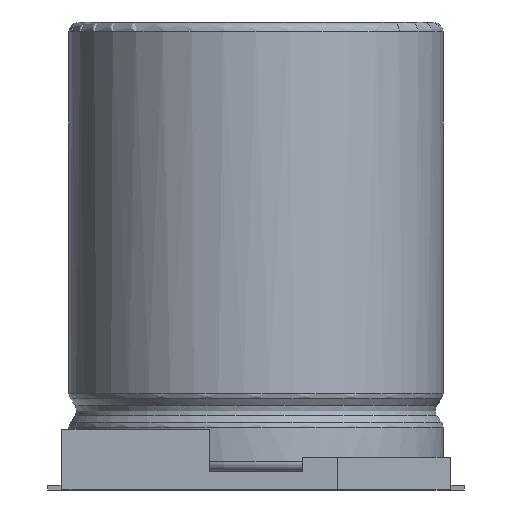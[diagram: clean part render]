
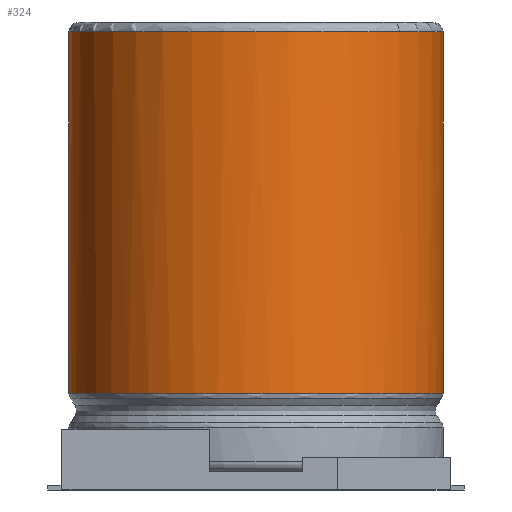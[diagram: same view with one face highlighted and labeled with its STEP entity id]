
A CAD part, front view. The second image highlights one B-rep face of the part: STEP entity #324.
In plain terms, the highlighted cylindrical face has radius 4 mm (diameter 8 mm), a full revolution.
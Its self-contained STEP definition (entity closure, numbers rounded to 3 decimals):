
#175 = TOROIDAL_SURFACE('',#176,3.8,0.2);
#176 = AXIS2_PLACEMENT_3D('',#177,#178,#179);
#177 = CARTESIAN_POINT('',(0.,9.8,0.)
  );
#178 = DIRECTION('',(0.,1.,0.));
#179 = DIRECTION('',(1.,0.,0.));
#222 = EDGE_CURVE('',#223,#223,#225,.T.);
#223 = VERTEX_POINT('',#224);
#224 = CARTESIAN_POINT('',(4.,9.8,0.));
#225 = SURFACE_CURVE('',#226,(#231,#238),.PCURVE_S1.);
#226 = CIRCLE('',#227,4.);
#227 = AXIS2_PLACEMENT_3D('',#228,#229,#230);
#228 = CARTESIAN_POINT('',(0.,9.8,0.)
  );
#229 = DIRECTION('',(0.,-1.,0.));
#230 = DIRECTION('',(1.,0.,0.));
#231 = PCURVE('',#175,#232);
#232 = DEFINITIONAL_REPRESENTATION('',(#233),#237);
#233 = LINE('',#234,#235);
#234 = CARTESIAN_POINT('',(-0.,0.));
#235 = VECTOR('',#236,1.);
#236 = DIRECTION('',(-1.,0.));
#237 = ( GEOMETRIC_REPRESENTATION_CONTEXT(2) 
PARAMETRIC_REPRESENTATION_CONTEXT() REPRESENTATION_CONTEXT('2D SPACE',''
  ) );
#238 = PCURVE('',#239,#244);
#239 = CYLINDRICAL_SURFACE('',#240,4.);
#240 = AXIS2_PLACEMENT_3D('',#241,#242,#243);
#241 = CARTESIAN_POINT('',(0.,10.,0.));
#242 = DIRECTION('',(0.,-1.,0.));
#243 = DIRECTION('',(1.,0.,0.));
#244 = DEFINITIONAL_REPRESENTATION('',(#245),#249);
#245 = LINE('',#246,#247);
#246 = CARTESIAN_POINT('',(0.,0.2));
#247 = VECTOR('',#248,1.);
#248 = DIRECTION('',(1.,0.));
#249 = ( GEOMETRIC_REPRESENTATION_CONTEXT(2) 
PARAMETRIC_REPRESENTATION_CONTEXT() REPRESENTATION_CONTEXT('2D SPACE',''
  ) );
#324 = ADVANCED_FACE('',(#325),#239,.T.);
#325 = FACE_BOUND('',#326,.T.);
#326 = EDGE_LOOP('',(#327,#350,#351,#352));
#327 = ORIENTED_EDGE('',*,*,#328,.F.);
#328 = EDGE_CURVE('',#223,#329,#331,.T.);
#329 = VERTEX_POINT('',#330);
#330 = CARTESIAN_POINT('',(4.,2.063,0.));
#331 = SEAM_CURVE('',#332,(#336,#343),.PCURVE_S1.);
#332 = LINE('',#333,#334);
#333 = CARTESIAN_POINT('',(4.,10.,0.));
#334 = VECTOR('',#335,1.);
#335 = DIRECTION('',(0.,-1.,0.));
#336 = PCURVE('',#239,#337);
#337 = DEFINITIONAL_REPRESENTATION('',(#338),#342);
#338 = LINE('',#339,#340);
#339 = CARTESIAN_POINT('',(0.,0.));
#340 = VECTOR('',#341,1.);
#341 = DIRECTION('',(0.,1.));
#342 = ( GEOMETRIC_REPRESENTATION_CONTEXT(2) 
PARAMETRIC_REPRESENTATION_CONTEXT() REPRESENTATION_CONTEXT('2D SPACE',''
  ) );
#343 = PCURVE('',#239,#344);
#344 = DEFINITIONAL_REPRESENTATION('',(#345),#349);
#345 = LINE('',#346,#347);
#346 = CARTESIAN_POINT('',(6.283,0.));
#347 = VECTOR('',#348,1.);
#348 = DIRECTION('',(0.,1.));
#349 = ( GEOMETRIC_REPRESENTATION_CONTEXT(2) 
PARAMETRIC_REPRESENTATION_CONTEXT() REPRESENTATION_CONTEXT('2D SPACE',''
  ) );
#350 = ORIENTED_EDGE('',*,*,#222,.T.);
#351 = ORIENTED_EDGE('',*,*,#328,.T.);
#352 = ORIENTED_EDGE('',*,*,#353,.F.);
#353 = EDGE_CURVE('',#329,#329,#354,.T.);
#354 = SURFACE_CURVE('',#355,(#370,#392),.PCURVE_S1.);
#355 = ( BOUNDED_CURVE() B_SPLINE_CURVE(13,(#356,#357,#358,#359,#360,
    #361,#362,#363,#364,#365,#366,#367,#368,#369),.UNSPECIFIED.,.T.,.F.)
 B_SPLINE_CURVE_WITH_KNOTS((14,14),(0.,25.133),
.PIECEWISE_BEZIER_KNOTS.) CURVE() GEOMETRIC_REPRESENTATION_ITEM() 
RATIONAL_B_SPLINE_CURVE((1.,1.,1.,1.,1.,1.,1.,1.,1.,1.,1.,1.,1.,1.)) 
REPRESENTATION_ITEM('') );
#356 = CARTESIAN_POINT('',(4.,2.063,0.));
#357 = CARTESIAN_POINT('',(4.,2.063,1.905));
#358 = CARTESIAN_POINT('',(3.015,2.063,3.855)
  );
#359 = CARTESIAN_POINT('',(0.989,2.063,5.248)
  );
#360 = CARTESIAN_POINT('',(-1.8,2.063,5.462
    ));
#361 = CARTESIAN_POINT('',(-4.209,2.063,3.977
    ));
#362 = CARTESIAN_POINT('',(-5.976,2.063,1.808
    ));
#363 = CARTESIAN_POINT('',(-5.976,2.063,
    -1.808));
#364 = CARTESIAN_POINT('',(-4.209,2.063,
    -3.977));
#365 = CARTESIAN_POINT('',(-1.8,2.063,
    -5.462));
#366 = CARTESIAN_POINT('',(0.989,2.063,-5.248)
  );
#367 = CARTESIAN_POINT('',(3.015,2.063,-3.855
    ));
#368 = CARTESIAN_POINT('',(4.,2.063,-1.905));
#369 = CARTESIAN_POINT('',(4.,2.063,0.));
#370 = PCURVE('',#239,#371);
#371 = DEFINITIONAL_REPRESENTATION('',(#372),#391);
#372 = B_SPLINE_CURVE_WITH_KNOTS('',9,(#373,#374,#375,#376,#377,#378,
    #379,#380,#381,#382,#383,#384,#385,#386,#387,#388,#389,#390),
  .UNSPECIFIED.,.F.,.F.,(10,8,10),(0.,12.566,
    25.133),.UNSPECIFIED.);
#373 = CARTESIAN_POINT('',(0.,7.937));
#374 = CARTESIAN_POINT('',(0.344,7.937));
#375 = CARTESIAN_POINT('',(0.694,7.937));
#376 = CARTESIAN_POINT('',(1.045,7.937));
#377 = CARTESIAN_POINT('',(1.396,7.937));
#378 = CARTESIAN_POINT('',(1.745,7.937));
#379 = CARTESIAN_POINT('',(2.095,7.937));
#380 = CARTESIAN_POINT('',(2.443,7.937));
#381 = CARTESIAN_POINT('',(2.793,7.937));
#382 = CARTESIAN_POINT('',(3.491,7.937));
#383 = CARTESIAN_POINT('',(3.84,7.937));
#384 = CARTESIAN_POINT('',(4.189,7.937));
#385 = CARTESIAN_POINT('',(4.538,7.937));
#386 = CARTESIAN_POINT('',(4.887,7.937));
#387 = CARTESIAN_POINT('',(5.238,7.937));
#388 = CARTESIAN_POINT('',(5.589,7.937));
#389 = CARTESIAN_POINT('',(5.939,7.937));
#390 = CARTESIAN_POINT('',(6.283,7.937));
#391 = ( GEOMETRIC_REPRESENTATION_CONTEXT(2) 
PARAMETRIC_REPRESENTATION_CONTEXT() REPRESENTATION_CONTEXT('2D SPACE',''
  ) );
#392 = PCURVE('',#393,#436);
#393 = ( BOUNDED_SURFACE() B_SPLINE_SURFACE(2,13,(
    (#394,#395,#396,#397,#398,#399,#400,#401,#402,#403,#404,#405,#406
      ,#407)
    ,(#408,#409,#410,#411,#412,#413,#414,#415,#416,#417,#418,#419,#420
      ,#421)
    ,(#422,#423,#424,#425,#426,#427,#428,#429,#430,#431,#432,#433,#434
,#435
    )),.UNSPECIFIED.,.F.,.T.,.F.) B_SPLINE_SURFACE_WITH_KNOTS((3,3),(14,
    14),(0.,25.133),(0.,25.133),
.PIECEWISE_BEZIER_KNOTS.) GEOMETRIC_REPRESENTATION_ITEM() 
RATIONAL_B_SPLINE_SURFACE((
    (1.,1.,1.,1.,1.,1.,1.,1.,1.,1.,1.,1.,1.,1.)
    ,(0.954,0.954,0.954,0.954
      ,0.954,0.954,0.954,0.954
      ,0.954,0.954,0.954,0.954
      ,0.954,0.954)
,(1.,1.,1.,1.,1.,1.,1.,1.,1.,1.,1.,1.,1.,1.
))) REPRESENTATION_ITEM('') SURFACE() );
#394 = CARTESIAN_POINT('',(4.,2.063,0.));
#395 = CARTESIAN_POINT('',(4.,2.063,1.905));
#396 = CARTESIAN_POINT('',(3.015,2.063,3.855)
  );
#397 = CARTESIAN_POINT('',(0.989,2.063,5.248)
  );
#398 = CARTESIAN_POINT('',(-1.8,2.063,5.462
    ));
#399 = CARTESIAN_POINT('',(-4.209,2.063,3.977
    ));
#400 = CARTESIAN_POINT('',(-5.976,2.063,1.808
    ));
#401 = CARTESIAN_POINT('',(-5.976,2.063,
    -1.808));
#402 = CARTESIAN_POINT('',(-4.209,2.063,
    -3.977));
#403 = CARTESIAN_POINT('',(-1.8,2.063,
    -5.462));
#404 = CARTESIAN_POINT('',(0.989,2.063,-5.248)
  );
#405 = CARTESIAN_POINT('',(3.015,2.063,-3.855
    ));
#406 = CARTESIAN_POINT('',(4.,2.063,-1.905));
#407 = CARTESIAN_POINT('',(4.,2.063,0.));
#408 = CARTESIAN_POINT('',(4.,2.,0.));
#409 = CARTESIAN_POINT('',(4.,2.,1.905));
#410 = CARTESIAN_POINT('',(3.015,2.,3.855));
#411 = CARTESIAN_POINT('',(0.989,2.,5.248));
#412 = CARTESIAN_POINT('',(-1.8,2.,5.462
    ));
#413 = CARTESIAN_POINT('',(-4.209,2.,3.977)
  );
#414 = CARTESIAN_POINT('',(-5.976,2.,1.808
    ));
#415 = CARTESIAN_POINT('',(-5.976,2.,
    -1.808));
#416 = CARTESIAN_POINT('',(-4.209,2.,-3.977
    ));
#417 = CARTESIAN_POINT('',(-1.8,2.,
    -5.462));
#418 = CARTESIAN_POINT('',(0.989,2.,-5.248));
#419 = CARTESIAN_POINT('',(3.015,2.,-3.855));
#420 = CARTESIAN_POINT('',(4.,2.,-1.905));
#421 = CARTESIAN_POINT('',(4.,2.,0.));
#422 = CARTESIAN_POINT('',(3.964,1.948,
    0.));
#423 = CARTESIAN_POINT('',(3.964,1.948,1.888)
  );
#424 = CARTESIAN_POINT('',(2.988,1.948,3.82)
  );
#425 = CARTESIAN_POINT('',(0.98,1.948,5.201)
  );
#426 = CARTESIAN_POINT('',(-1.784,1.948,5.413
    ));
#427 = CARTESIAN_POINT('',(-4.171,1.948,3.941
    ));
#428 = CARTESIAN_POINT('',(-5.922,1.948,1.792
    ));
#429 = CARTESIAN_POINT('',(-5.922,1.948,
    -1.792));
#430 = CARTESIAN_POINT('',(-4.171,1.948,
    -3.941));
#431 = CARTESIAN_POINT('',(-1.784,1.948,
    -5.413));
#432 = CARTESIAN_POINT('',(0.98,1.948,-5.201
    ));
#433 = CARTESIAN_POINT('',(2.988,1.948,-3.82
    ));
#434 = CARTESIAN_POINT('',(3.964,1.948,-1.888
    ));
#435 = CARTESIAN_POINT('',(3.964,1.948,
    0.));
#436 = DEFINITIONAL_REPRESENTATION('',(#437),#441);
#437 = LINE('',#438,#439);
#438 = CARTESIAN_POINT('',(0.,0.));
#439 = VECTOR('',#440,1.);
#440 = DIRECTION('',(0.,1.));
#441 = ( GEOMETRIC_REPRESENTATION_CONTEXT(2) 
PARAMETRIC_REPRESENTATION_CONTEXT() REPRESENTATION_CONTEXT('2D SPACE',''
  ) );
